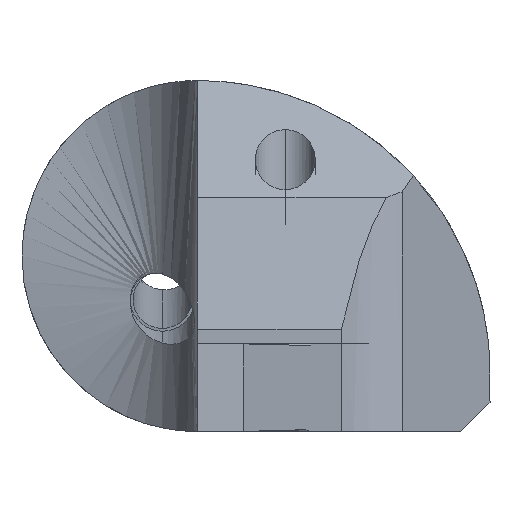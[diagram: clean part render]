
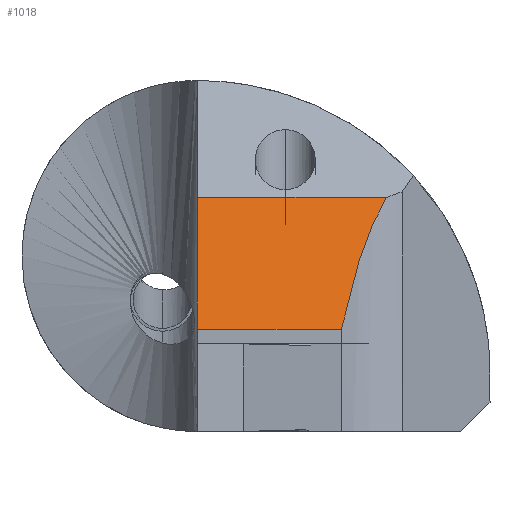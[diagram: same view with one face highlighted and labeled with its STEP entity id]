
A CAD part, left-side view. The second image highlights one B-rep face of the part: STEP entity #1018.
In plain terms, the highlighted planar face has unit normal (-0.966, 0, 0.259).
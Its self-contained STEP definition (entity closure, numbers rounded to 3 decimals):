
#140 = ORIENTED_EDGE ( 'NONE', *, *, #1249, .F. ) ;
#161 = ORIENTED_EDGE ( 'NONE', *, *, #1270, .F. ) ;
#304 = VECTOR ( 'NONE', #1129, 1000. ) ;
#564 = CARTESIAN_POINT ( 'NONE',  ( 0., -4.92, 2.5 ) ) ;
#577 = VERTEX_POINT ( 'NONE', #3766 ) ;
#653 = CARTESIAN_POINT ( 'NONE',  ( 0., 0., 2.5 ) ) ;
#671 = CARTESIAN_POINT ( 'NONE',  ( 0., -4.92, 2.5 ) ) ;
#925 = AXIS2_PLACEMENT_3D ( 'NONE', #2247, #1383, #3447 ) ;
#950 = FACE_OUTER_BOUND ( 'NONE', #3657, .T. ) ;
#954 = VERTEX_POINT ( 'NONE', #2517 ) ;
#970 = CARTESIAN_POINT ( 'NONE',  ( 0.936, -5.852, 5.994 ) ) ;
#980 = ORIENTED_EDGE ( 'NONE', *, *, #2310, .T. ) ;
#1018 = ADVANCED_FACE ( 'NONE', ( #950 ), #1079, .T. ) ;
#1079 = PLANE ( 'NONE',  #925 ) ;
#1100 = LINE ( 'NONE', #1216, #1695 ) ;
#1129 = DIRECTION ( 'NONE',  ( 0., -1., 0. ) ) ;
#1216 = CARTESIAN_POINT ( 'NONE',  ( 11.57, 0., 45.681 ) ) ;
#1249 = EDGE_CURVE ( 'NONE', #954, #577, #2569, .T. ) ;
#1270 = EDGE_CURVE ( 'NONE', #1351, #954, #1100, .T. ) ;
#1351 = VERTEX_POINT ( 'NONE', #653 ) ;
#1368 = EDGE_CURVE ( 'NONE', #2936, #577, #3296, .T. ) ;
#1383 = DIRECTION ( 'NONE',  ( -0.966, 0., 0.259 ) ) ;
#1695 = VECTOR ( 'NONE', #3284, 1000. ) ;
#1746 = CARTESIAN_POINT ( 'NONE',  ( 0., 0., 2.5 ) ) ;
#2004 = B_SPLINE_CURVE_WITH_KNOTS ( 'NONE', 3,
 ( #1746, #3518, #2330, #564 ),
 .UNSPECIFIED., .F., .F.,
 ( 4, 4 ),
 ( 0., 0.498 ),
 .UNSPECIFIED. ) ;
#2247 = CARTESIAN_POINT ( 'NONE',  ( 0., 161.235, 2.5 ) ) ;
#2310 = EDGE_CURVE ( 'NONE', #1351, #2936, #2004, .T. ) ;
#2330 = CARTESIAN_POINT ( 'NONE',  ( 0., -3.28, 2.5 ) ) ;
#2517 = CARTESIAN_POINT ( 'NONE',  ( 1.206, 0., 7. ) ) ;
#2569 = LINE ( 'NONE', #3197, #304 ) ;
#2727 = CARTESIAN_POINT ( 'NONE',  ( 0.526, -5.328, 4.463 ) ) ;
#2778 = ORIENTED_EDGE ( 'NONE', *, *, #1368, .T. ) ;
#2936 = VERTEX_POINT ( 'NONE', #3800 ) ;
#3037 = CARTESIAN_POINT ( 'NONE',  ( 1.206, -6.46, 7. ) ) ;
#3197 = CARTESIAN_POINT ( 'NONE',  ( 1.206, 161.235, 7. ) ) ;
#3284 = DIRECTION ( 'NONE',  ( 0.259, 0., 0.966 ) ) ;
#3296 =( BOUNDED_CURVE ( )  B_SPLINE_CURVE ( 3, ( #671, #2727, #970, #3037 ),
 .UNSPECIFIED., .F., .F. ) 
 B_SPLINE_CURVE_WITH_KNOTS ( ( 4, 4 ),
 ( 2.23, 2.724 ),
 .UNSPECIFIED. ) 
 CURVE ( )  GEOMETRIC_REPRESENTATION_ITEM ( )  RATIONAL_B_SPLINE_CURVE ( ( 1., 0.98, 0.98, 1. ) ) 
 REPRESENTATION_ITEM ( '' )  );
#3447 = DIRECTION ( 'NONE',  ( -0.259, 0., -0.966 ) ) ;
#3518 = CARTESIAN_POINT ( 'NONE',  ( 0., -1.64, 2.5 ) ) ;
#3657 = EDGE_LOOP ( 'NONE', ( #2778, #140, #161, #980 ) ) ;
#3766 = CARTESIAN_POINT ( 'NONE',  ( 1.206, -6.46, 7. ) ) ;
#3800 = CARTESIAN_POINT ( 'NONE',  ( 0., -4.92, 2.5 ) ) ;
